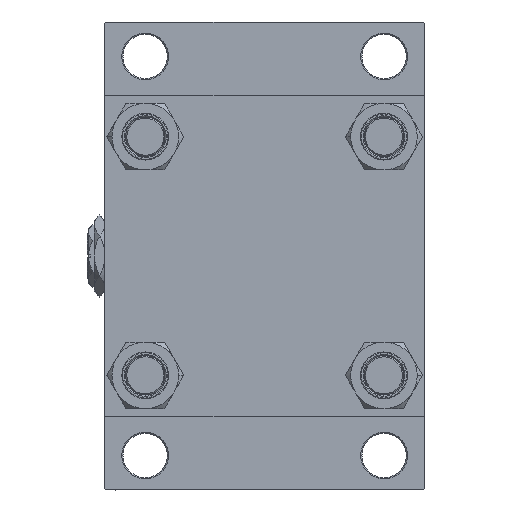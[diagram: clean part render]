
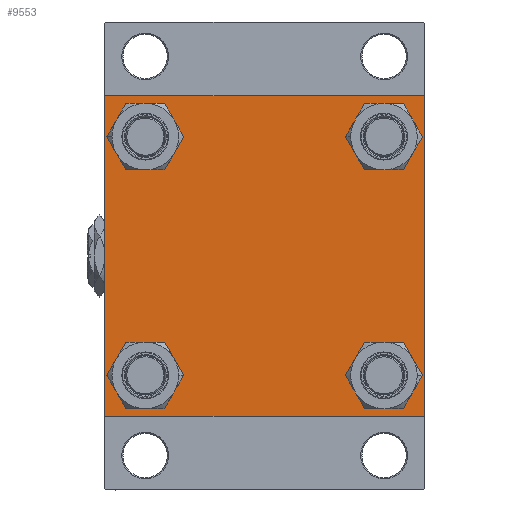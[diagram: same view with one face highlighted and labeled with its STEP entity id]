
A CAD part, left-side view. The second image highlights one B-rep face of the part: STEP entity #9553.
In plain terms, the highlighted planar face has unit normal (-1, 0, 0).
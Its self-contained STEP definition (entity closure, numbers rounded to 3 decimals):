
#1694 = DIRECTION ( 'NONE',  ( 1., 0., 0. ) ) ;
#1902 = CARTESIAN_POINT ( 'NONE',  ( 0., 65., -64.5 ) ) ;
#1938 = CARTESIAN_POINT ( 'NONE',  ( 0., 48.45, 39.95 ) ) ;
#2043 = CARTESIAN_POINT ( 'NONE',  ( 0., -48.45, 48.45 ) ) ;
#2099 = EDGE_CURVE ( 'NONE', #25187, #22057, #13832, .T. ) ;
#2345 = EDGE_CURVE ( 'NONE', #6979, #21300, #23080, .T. ) ;
#2508 = AXIS2_PLACEMENT_3D ( 'NONE', #15067, #14309, #6941 ) ;
#2553 = ORIENTED_EDGE ( 'NONE', *, *, #15889, .T. ) ;
#3283 = CARTESIAN_POINT ( 'NONE',  ( 0., -48.45, 56.95 ) ) ;
#3739 = EDGE_CURVE ( 'NONE', #7782, #44947, #14069, .T. ) ;
#3788 = AXIS2_PLACEMENT_3D ( 'NONE', #6248, #1694, #17448 ) ;
#3953 = CARTESIAN_POINT ( 'NONE',  ( 0., -64.75, 64.75 ) ) ;
#4265 = VECTOR ( 'NONE', #19330, 1000. ) ;
#4969 = CARTESIAN_POINT ( 'NONE',  ( 0., 48.45, -39.95 ) ) ;
#5146 = EDGE_LOOP ( 'NONE', ( #32417, #11958, #27551, #21046, #25097, #2553, #36618, #34235 ) ) ;
#5586 = DIRECTION ( 'NONE',  ( 1., 0., 0. ) ) ;
#5695 = DIRECTION ( 'NONE',  ( 0., 0., 1. ) ) ;
#5900 = CIRCLE ( 'NONE', #40029, 8.5 ) ;
#6248 = CARTESIAN_POINT ( 'NONE',  ( 0., -48.45, -48.45 ) ) ;
#6415 = EDGE_CURVE ( 'NONE', #25350, #22787, #39167, .T. ) ;
#6941 = DIRECTION ( 'NONE',  ( 0., 0., 1. ) ) ;
#6979 = VERTEX_POINT ( 'NONE', #26506 ) ;
#7097 = ORIENTED_EDGE ( 'NONE', *, *, #8355, .T. ) ;
#7131 = FACE_BOUND ( 'NONE', #43729, .T. ) ;
#7177 = CARTESIAN_POINT ( 'NONE',  ( 0., 48.45, -48.45 ) ) ;
#7620 = LINE ( 'NONE', #26942, #28329 ) ;
#7782 = VERTEX_POINT ( 'NONE', #10093 ) ;
#7789 = LINE ( 'NONE', #19234, #26071 ) ;
#7879 = FACE_BOUND ( 'NONE', #39933, .T. ) ;
#8355 = EDGE_CURVE ( 'NONE', #33746, #43432, #16613, .T. ) ;
#8529 = EDGE_CURVE ( 'NONE', #22057, #25187, #11753, .T. ) ;
#8663 = EDGE_LOOP ( 'NONE', ( #17730, #23184 ) ) ;
#9010 = CARTESIAN_POINT ( 'NONE',  ( 0., 64.5, -65. ) ) ;
#9141 = DIRECTION ( 'NONE',  ( 0., 0., 1. ) ) ;
#9553 = ADVANCED_FACE ( 'NONE', ( #15006, #7879, #7131, #49834, #50080 ), #46028, .T. ) ;
#10093 = CARTESIAN_POINT ( 'NONE',  ( 0., 64.5, 65. ) ) ;
#11188 = ORIENTED_EDGE ( 'NONE', *, *, #39107, .T. ) ;
#11443 = AXIS2_PLACEMENT_3D ( 'NONE', #37241, #14343, #30363 ) ;
#11638 = EDGE_LOOP ( 'NONE', ( #22417, #46425 ) ) ;
#11753 = CIRCLE ( 'NONE', #35319, 8.5 ) ;
#11773 = VERTEX_POINT ( 'NONE', #21330 ) ;
#11958 = ORIENTED_EDGE ( 'NONE', *, *, #34362, .T. ) ;
#13084 = AXIS2_PLACEMENT_3D ( 'NONE', #22631, #23634, #22879 ) ;
#13096 = VECTOR ( 'NONE', #13567, 1000. ) ;
#13567 = DIRECTION ( 'NONE',  ( 0., -1., 0. ) ) ;
#13832 = CIRCLE ( 'NONE', #2508, 8.5 ) ;
#13839 = AXIS2_PLACEMENT_3D ( 'NONE', #33511, #44966, #25624 ) ;
#14069 = LINE ( 'NONE', #32395, #13096 ) ;
#14309 = DIRECTION ( 'NONE',  ( 1., 0., 0. ) ) ;
#14343 = DIRECTION ( 'NONE',  ( 1., 0., 0. ) ) ;
#14677 = CARTESIAN_POINT ( 'NONE',  ( 0., -65., -64.5 ) ) ;
#15006 = FACE_BOUND ( 'NONE', #8663, .T. ) ;
#15067 = CARTESIAN_POINT ( 'NONE',  ( 0., 48.45, 48.45 ) ) ;
#15302 = DIRECTION ( 'NONE',  ( 0., 0., 1. ) ) ;
#15889 = EDGE_CURVE ( 'NONE', #48563, #44947, #39290, .T. ) ;
#16613 = CIRCLE ( 'NONE', #32886, 8.5 ) ;
#17448 = DIRECTION ( 'NONE',  ( 0., 0., 1. ) ) ;
#17730 = ORIENTED_EDGE ( 'NONE', *, *, #46267, .T. ) ;
#19111 = CARTESIAN_POINT ( 'NONE',  ( 0., 48.45, -56.95 ) ) ;
#19234 = CARTESIAN_POINT ( 'NONE',  ( 0., -65., 65. ) ) ;
#19330 = DIRECTION ( 'NONE',  ( 0., 0.707, -0.707 ) ) ;
#19806 = LINE ( 'NONE', #35552, #34941 ) ;
#20243 = CARTESIAN_POINT ( 'NONE',  ( 0., -48.45, -39.95 ) ) ;
#20963 = CARTESIAN_POINT ( 'NONE',  ( 0., -48.45, 48.45 ) ) ;
#21046 = ORIENTED_EDGE ( 'NONE', *, *, #2345, .T. ) ;
#21300 = VERTEX_POINT ( 'NONE', #14677 ) ;
#21330 = CARTESIAN_POINT ( 'NONE',  ( 0., -48.45, 39.95 ) ) ;
#22057 = VERTEX_POINT ( 'NONE', #29205 ) ;
#22417 = ORIENTED_EDGE ( 'NONE', *, *, #8529, .T. ) ;
#22631 = CARTESIAN_POINT ( 'NONE',  ( 0., 0., 0. ) ) ;
#22787 = VERTEX_POINT ( 'NONE', #1902 ) ;
#22879 = DIRECTION ( 'NONE',  ( 0., 0., 1. ) ) ;
#23080 = LINE ( 'NONE', #27145, #25242 ) ;
#23184 = ORIENTED_EDGE ( 'NONE', *, *, #26805, .T. ) ;
#23633 = LINE ( 'NONE', #39147, #4265 ) ;
#23634 = DIRECTION ( 'NONE',  ( -1., 0., 0. ) ) ;
#23681 = DIRECTION ( 'NONE',  ( 1., 0., 0. ) ) ;
#24581 = VECTOR ( 'NONE', #42987, 1000. ) ;
#24680 = CARTESIAN_POINT ( 'NONE',  ( 0., 65., 64.5 ) ) ;
#25025 = DIRECTION ( 'NONE',  ( 1., 0., 0. ) ) ;
#25097 = ORIENTED_EDGE ( 'NONE', *, *, #38849, .F. ) ;
#25101 = VERTEX_POINT ( 'NONE', #47692 ) ;
#25187 = VERTEX_POINT ( 'NONE', #1938 ) ;
#25242 = VECTOR ( 'NONE', #26123, 1000. ) ;
#25350 = VERTEX_POINT ( 'NONE', #24680 ) ;
#25624 = DIRECTION ( 'NONE',  ( 0., 0., 1. ) ) ;
#25729 = AXIS2_PLACEMENT_3D ( 'NONE', #20963, #25025, #5695 ) ;
#25946 = EDGE_CURVE ( 'NONE', #37961, #25101, #47618, .T. ) ;
#26071 = VECTOR ( 'NONE', #27360, 1000. ) ;
#26123 = DIRECTION ( 'NONE',  ( 0., -0.707, 0.707 ) ) ;
#26376 = DIRECTION ( 'NONE',  ( 0., 0., 1. ) ) ;
#26506 = CARTESIAN_POINT ( 'NONE',  ( 0., -64.5, -65. ) ) ;
#26805 = EDGE_CURVE ( 'NONE', #11773, #28801, #28194, .T. ) ;
#26942 = CARTESIAN_POINT ( 'NONE',  ( 0., 64.75, -64.75 ) ) ;
#27145 = CARTESIAN_POINT ( 'NONE',  ( 0., -64.75, -64.75 ) ) ;
#27360 = DIRECTION ( 'NONE',  ( 0., 0., -1. ) ) ;
#27551 = ORIENTED_EDGE ( 'NONE', *, *, #36882, .T. ) ;
#28194 = CIRCLE ( 'NONE', #25729, 8.5 ) ;
#28329 = VECTOR ( 'NONE', #41707, 1000. ) ;
#28456 = CARTESIAN_POINT ( 'NONE',  ( 0., 65., 65. ) ) ;
#28801 = VERTEX_POINT ( 'NONE', #3283 ) ;
#29205 = CARTESIAN_POINT ( 'NONE',  ( 0., 48.45, 56.95 ) ) ;
#30363 = DIRECTION ( 'NONE',  ( 0., 0., 1. ) ) ;
#31487 = DIRECTION ( 'NONE',  ( 0., -1., 0. ) ) ;
#31906 = VERTEX_POINT ( 'NONE', #9010 ) ;
#32395 = CARTESIAN_POINT ( 'NONE',  ( 0., 65., 65. ) ) ;
#32417 = ORIENTED_EDGE ( 'NONE', *, *, #6415, .T. ) ;
#32886 = AXIS2_PLACEMENT_3D ( 'NONE', #7177, #23681, #15302 ) ;
#33511 = CARTESIAN_POINT ( 'NONE',  ( 0., 48.45, -48.45 ) ) ;
#33746 = VERTEX_POINT ( 'NONE', #4969 ) ;
#33831 = CARTESIAN_POINT ( 'NONE',  ( 0., -65., 64.5 ) ) ;
#34235 = ORIENTED_EDGE ( 'NONE', *, *, #41480, .T. ) ;
#34362 = EDGE_CURVE ( 'NONE', #22787, #31906, #7620, .T. ) ;
#34488 = ORIENTED_EDGE ( 'NONE', *, *, #25946, .T. ) ;
#34941 = VECTOR ( 'NONE', #31487, 1000. ) ;
#35319 = AXIS2_PLACEMENT_3D ( 'NONE', #38320, #46206, #26376 ) ;
#35466 = DIRECTION ( 'NONE',  ( 0., 0.707, 0.707 ) ) ;
#35552 = CARTESIAN_POINT ( 'NONE',  ( 0., 65., -65. ) ) ;
#35770 = CIRCLE ( 'NONE', #13839, 8.5 ) ;
#36618 = ORIENTED_EDGE ( 'NONE', *, *, #3739, .F. ) ;
#36882 = EDGE_CURVE ( 'NONE', #31906, #6979, #19806, .T. ) ;
#37241 = CARTESIAN_POINT ( 'NONE',  ( 0., -48.45, -48.45 ) ) ;
#37697 = EDGE_CURVE ( 'NONE', #43432, #33746, #35770, .T. ) ;
#37961 = VERTEX_POINT ( 'NONE', #20243 ) ;
#38320 = CARTESIAN_POINT ( 'NONE',  ( 0., 48.45, 48.45 ) ) ;
#38783 = ORIENTED_EDGE ( 'NONE', *, *, #37697, .T. ) ;
#38849 = EDGE_CURVE ( 'NONE', #48563, #21300, #7789, .T. ) ;
#39107 = EDGE_CURVE ( 'NONE', #25101, #37961, #48012, .T. ) ;
#39147 = CARTESIAN_POINT ( 'NONE',  ( 0., 64.75, 64.75 ) ) ;
#39167 = LINE ( 'NONE', #28456, #24581 ) ;
#39290 = LINE ( 'NONE', #3953, #43385 ) ;
#39933 = EDGE_LOOP ( 'NONE', ( #34488, #11188 ) ) ;
#40029 = AXIS2_PLACEMENT_3D ( 'NONE', #2043, #5586, #9141 ) ;
#41480 = EDGE_CURVE ( 'NONE', #7782, #25350, #23633, .T. ) ;
#41707 = DIRECTION ( 'NONE',  ( 0., -0.707, -0.707 ) ) ;
#42987 = DIRECTION ( 'NONE',  ( 0., 0., -1. ) ) ;
#43385 = VECTOR ( 'NONE', #35466, 1000. ) ;
#43432 = VERTEX_POINT ( 'NONE', #19111 ) ;
#43729 = EDGE_LOOP ( 'NONE', ( #7097, #38783 ) ) ;
#44947 = VERTEX_POINT ( 'NONE', #48288 ) ;
#44966 = DIRECTION ( 'NONE',  ( 1., 0., 0. ) ) ;
#46028 = PLANE ( 'NONE',  #13084 ) ;
#46206 = DIRECTION ( 'NONE',  ( 1., 0., 0. ) ) ;
#46267 = EDGE_CURVE ( 'NONE', #28801, #11773, #5900, .T. ) ;
#46425 = ORIENTED_EDGE ( 'NONE', *, *, #2099, .T. ) ;
#47618 = CIRCLE ( 'NONE', #3788, 8.5 ) ;
#47692 = CARTESIAN_POINT ( 'NONE',  ( 0., -48.45, -56.95 ) ) ;
#48012 = CIRCLE ( 'NONE', #11443, 8.5 ) ;
#48288 = CARTESIAN_POINT ( 'NONE',  ( 0., -64.5, 65. ) ) ;
#48563 = VERTEX_POINT ( 'NONE', #33831 ) ;
#49834 = FACE_BOUND ( 'NONE', #11638, .T. ) ;
#50080 = FACE_OUTER_BOUND ( 'NONE', #5146, .T. ) ;
